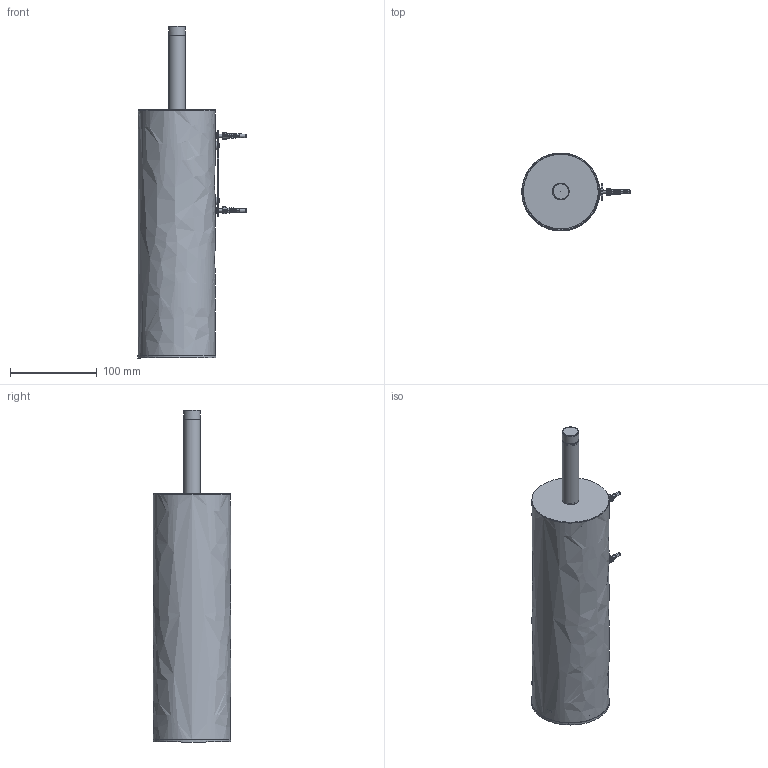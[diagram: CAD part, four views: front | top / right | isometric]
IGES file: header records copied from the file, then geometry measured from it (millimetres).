
Global section: file name: L5042; native system: Autodesk Inventor 2018; preprocessor: unknown; author: mblakey; date: 20180122.075722; units: millimetre
Bounding box: 124.93 x 89.83 x 382.75 mm (x, y, z)
Volume: 447384.4 mm3; surface area: 434816.7 mm2
Topology: 105 solids, 105 shells, 1092 faces, 2769 edges, 1969 vertices
Faces by surface type: bspline 1092
